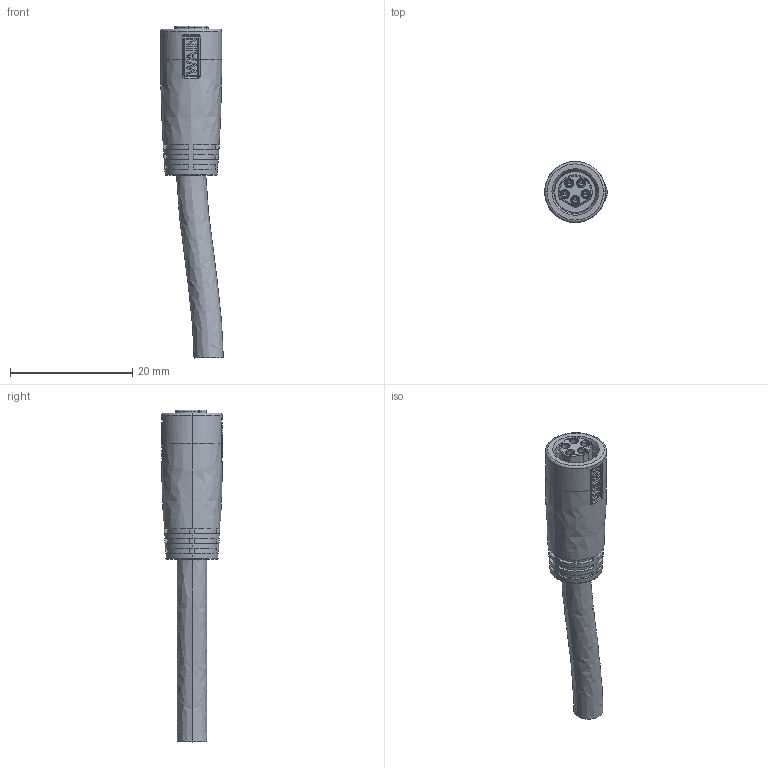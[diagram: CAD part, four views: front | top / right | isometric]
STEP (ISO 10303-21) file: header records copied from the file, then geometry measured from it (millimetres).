
FILE_DESCRIPTION((''),'2;1');
FILE_NAME('M8-F05B-T_SW0001','2024-03-18T',('13288'),(''),'PRO/ENGINEER BY PARAMETRIC TECHNOLOGY CORPORATION, 2012480','PRO/ENGINEER BY PARAMETRIC TECHNOLOGY CORPORATION, 2012480','');
FILE_SCHEMA(('CONFIG_CONTROL_DESIGN'));
Length unit declared in the file: inch
Products named in the file (1): M8-F05B-T_SW0001
Bounding box: 10.26 x 10 x 54.41 mm (x, y, z)
Volume: 2150.8 mm3; surface area: 1979.5 mm2
Topology: 1 solids, 1 shells, 378 faces, 932 edges, 573 vertices
Faces by surface type: plane 166, cylinder 80, cone 62, bspline 38, torus 30, sphere 2
Entity records: 12801 total; most frequent: CARTESIAN_POINT 4112, ORIENTED_EDGE 1844, DIRECTION 1795, EDGE_CURVE 922, AXIS2_PLACEMENT_3D 738, VERTEX_POINT 573, EDGE_LOOP 405, CIRCLE 398
